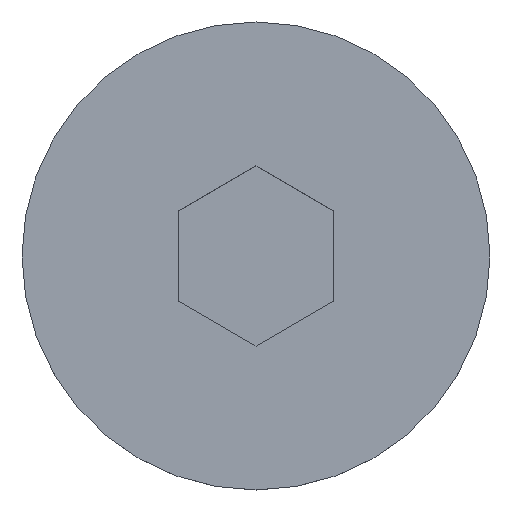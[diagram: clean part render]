
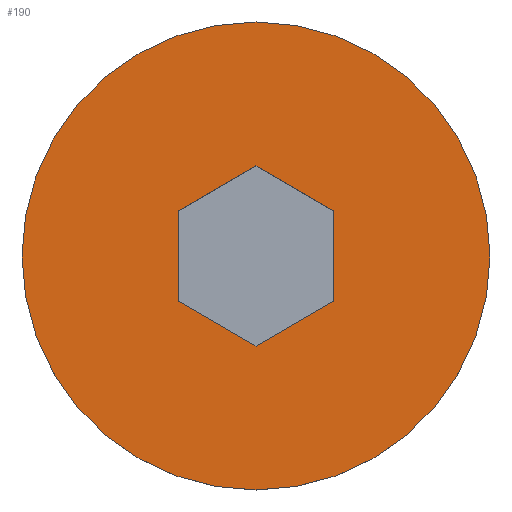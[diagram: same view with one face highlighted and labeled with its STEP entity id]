
A CAD part, top view. The second image highlights one B-rep face of the part: STEP entity #190.
In plain terms, the highlighted planar face has unit normal (0, 0, 1).
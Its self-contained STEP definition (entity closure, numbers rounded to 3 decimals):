
#13 = AXIS2_PLACEMENT_3D ( 'NONE', #99, #108, #107 ) ;
#14 = DIRECTION ( 'NONE',  ( 0., 1., 0. ) ) ;
#17 = EDGE_CURVE ( 'NONE', #469, #425, #415, .T. ) ;
#19 = EDGE_CURVE ( 'NONE', #425, #428, #482, .T. ) ;
#22 = EDGE_CURVE ( 'NONE', #428, #423, #416, .T. ) ;
#23 = EDGE_CURVE ( 'NONE', #423, #465, #413, .T. ) ;
#29 = EDGE_CURVE ( 'NONE', #233, #233, #410, .T. ) ;
#33 = EDGE_CURVE ( 'NONE', #465, #332, #402, .T. ) ;
#45 = EDGE_CURVE ( 'NONE', #332, #469, #399, .T. ) ;
#61 = CARTESIAN_POINT ( 'NONE',  ( 2., 1.155, 0. ) ) ;
#65 = ORIENTED_EDGE ( 'NONE', *, *, #17, .F. ) ;
#78 = ORIENTED_EDGE ( 'NONE', *, *, #33, .F. ) ;
#84 = AXIS2_PLACEMENT_3D ( 'NONE', #289, #298, #266 ) ;
#99 = CARTESIAN_POINT ( 'NONE',  ( 0., 0., 0. ) ) ;
#103 = CARTESIAN_POINT ( 'NONE',  ( 2., -1.155, 0. ) ) ;
#107 = DIRECTION ( 'NONE',  ( 0., 1., 0. ) ) ;
#108 = DIRECTION ( 'NONE',  ( 0., 0., -1. ) ) ;
#127 = DIRECTION ( 'NONE',  ( 0.866, -0.5, 0. ) ) ;
#131 = DIRECTION ( 'NONE',  ( 0.866, 0.5, 0. ) ) ;
#153 = CARTESIAN_POINT ( 'NONE',  ( -2., -1.155, 0. ) ) ;
#156 = CARTESIAN_POINT ( 'NONE',  ( 2., -1.155, 0. ) ) ;
#161 = CARTESIAN_POINT ( 'NONE',  ( -2., -1.155, 0. ) ) ;
#163 = CARTESIAN_POINT ( 'NONE',  ( -2., 1.155, 0. ) ) ;
#166 = DIRECTION ( 'NONE',  ( 0., -1., 0. ) ) ;
#168 = CARTESIAN_POINT ( 'NONE',  ( 0., 2.309, 0. ) ) ;
#169 = ORIENTED_EDGE ( 'NONE', *, *, #23, .F. ) ;
#172 = CARTESIAN_POINT ( 'NONE',  ( -2., 1.155, 0. ) ) ;
#174 = CARTESIAN_POINT ( 'NONE',  ( 0., -2.309, 0. ) ) ;
#176 = CARTESIAN_POINT ( 'NONE',  ( 0., -2.309, 0. ) ) ;
#179 = CARTESIAN_POINT ( 'NONE',  ( 0., 6., 0. ) ) ;
#181 = CARTESIAN_POINT ( 'NONE',  ( 2., 1.155, 0. ) ) ;
#190 = ADVANCED_FACE ( 'NONE', ( #264, #261 ), #281, .T. ) ;
#204 = DIRECTION ( 'NONE',  ( -0.866, -0.5, 0. ) ) ;
#205 = CARTESIAN_POINT ( 'NONE',  ( 0., 2.309, 0. ) ) ;
#213 = EDGE_LOOP ( 'NONE', ( #422 ) ) ;
#233 = VERTEX_POINT ( 'NONE', #179 ) ;
#261 = FACE_OUTER_BOUND ( 'NONE', #213, .T. ) ;
#264 = FACE_BOUND ( 'NONE', #426, .T. ) ;
#266 = DIRECTION ( 'NONE',  ( 1., 0., 0. ) ) ;
#281 = PLANE ( 'NONE',  #84 ) ;
#289 = CARTESIAN_POINT ( 'NONE',  ( 0., 0., 0. ) ) ;
#298 = DIRECTION ( 'NONE',  ( 0., 0., 1. ) ) ;
#332 = VERTEX_POINT ( 'NONE', #181 ) ;
#335 = ORIENTED_EDGE ( 'NONE', *, *, #22, .F. ) ;
#336 = ORIENTED_EDGE ( 'NONE', *, *, #19, .F. ) ;
#394 = VECTOR ( 'NONE', #431, 1000. ) ;
#398 = VECTOR ( 'NONE', #14, 1000. ) ;
#399 = LINE ( 'NONE', #61, #394 ) ;
#402 = LINE ( 'NONE', #103, #398 ) ;
#405 = VECTOR ( 'NONE', #131, 1000. ) ;
#409 = VECTOR ( 'NONE', #127, 1000. ) ;
#410 = CIRCLE ( 'NONE', #13, 6. ) ;
#411 = VECTOR ( 'NONE', #166, 1000. ) ;
#413 = LINE ( 'NONE', #174, #405 ) ;
#414 = VECTOR ( 'NONE', #204, 1000. ) ;
#415 = LINE ( 'NONE', #205, #414 ) ;
#416 = LINE ( 'NONE', #153, #409 ) ;
#422 = ORIENTED_EDGE ( 'NONE', *, *, #29, .F. ) ;
#423 = VERTEX_POINT ( 'NONE', #176 ) ;
#425 = VERTEX_POINT ( 'NONE', #163 ) ;
#426 = EDGE_LOOP ( 'NONE', ( #460, #78, #169, #335, #336, #65 ) ) ;
#428 = VERTEX_POINT ( 'NONE', #161 ) ;
#431 = DIRECTION ( 'NONE',  ( -0.866, 0.5, 0. ) ) ;
#460 = ORIENTED_EDGE ( 'NONE', *, *, #45, .F. ) ;
#465 = VERTEX_POINT ( 'NONE', #156 ) ;
#469 = VERTEX_POINT ( 'NONE', #168 ) ;
#482 = LINE ( 'NONE', #172, #411 ) ;
